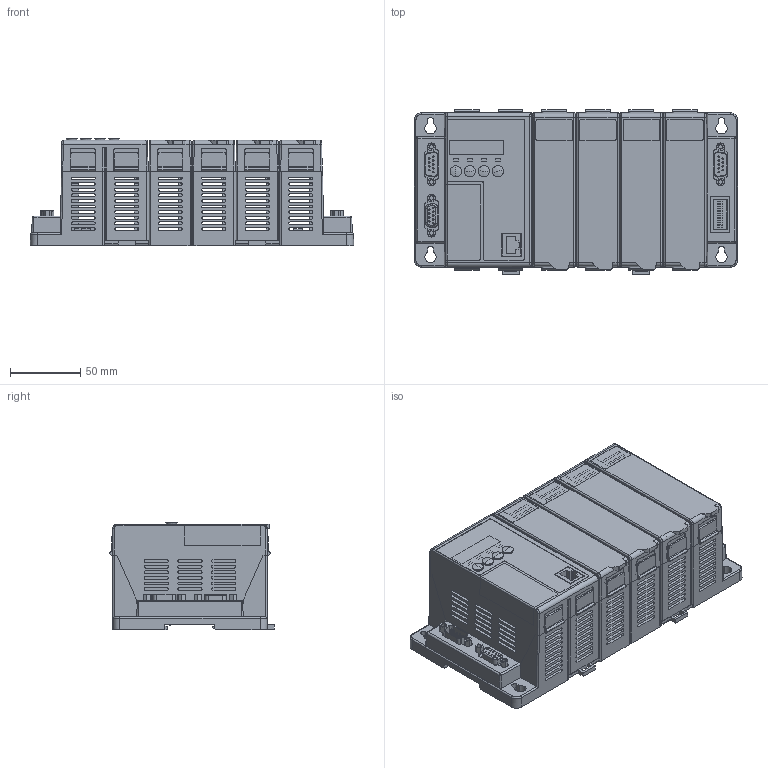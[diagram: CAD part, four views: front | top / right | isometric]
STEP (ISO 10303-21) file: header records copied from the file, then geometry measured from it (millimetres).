
FILE_DESCRIPTION (( 'STEP AP203' ), '1' );
FILE_NAME ('I-8431-80-MTCP.STEP', '2017-07-18T02:34:57', ( 'user' ), ( '' ), 'SwSTEP 2.0', 'SolidWorks 2013', '' );
FILE_SCHEMA (( 'CONFIG_CONTROL_DESIGN' ));
Length unit declared in the file: millimetre
Products named in the file (20): 8000固定扣; 貼紙_矮卡; 8x3xpower; 矮卡_01; I-8X3X_貼紙; 8K_R_ｺ｡; aa-02.sldasm-Part-6-1; 8000-L R-02_B; I-8XXX_矮卡_PWR_遮光板; 8000-10io-02-Part-91_B; (X_T)D-SUB-9pin-StraightType-21; 2DJ035; Data-Switch_8PIN; D-SUB_9pin_180D_母; I-8X3X; 固定片_O; I-8431-80-MTCP; 8000-2io-03-Part-2_B; 接地鋁片_6; 矮機構滿蓋_藍
Assembly tree (31 placements, depth 3):
  I-8431-80-MTCP
    8000-10io-02-Part-91_B
    Data-Switch_8PIN
    固定片_O  x2
    接地鋁片_6
    I-8X3X
      8000固定扣  x4
      8x3xpower
      I-8X3X_貼紙
      aa-02.sldasm-Part-6-1  x4
      I-8XXX_矮卡_PWR_遮光板
      2DJ035
    矮卡_01  x4
      8000-2io-03-Part-2_B
      矮機構滿蓋_藍
      貼紙_矮卡
    8K_R_ｺ｡
    8000-L R-02_B
    (X_T)D-SUB-9pin-StraightType-21  x2
    D-SUB_9pin_180D_母
Bounding box: 230.26 x 117.1 x 76.7 mm (x, y, z)
Volume: 259199.2 mm3; surface area: 322330.8 mm2
Topology: 38 solids, 44 shells, 4876 faces, 13992 edges, 9141 vertices
Faces by surface type: plane 3573, cylinder 753, bspline 440, sphere 62, torus 32, cone 16
Entity records: 115491 total; most frequent: CARTESIAN_POINT 24686, ORIENTED_EDGE 19786, DIRECTION 16528, EDGE_CURVE 9893, LINE 6964, VECTOR 6964, VERTEX_POINT 6444, AXIS2_PLACEMENT_3D 4782
